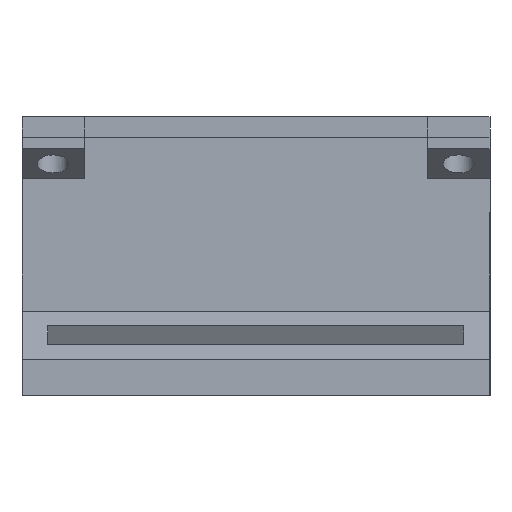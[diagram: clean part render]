
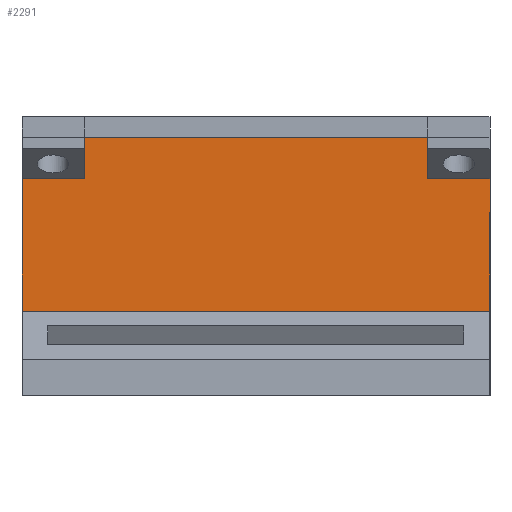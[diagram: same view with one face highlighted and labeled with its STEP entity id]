
A CAD part, front view. The second image highlights one B-rep face of the part: STEP entity #2291.
In plain terms, the highlighted planar face has unit normal (0, -1, 0).
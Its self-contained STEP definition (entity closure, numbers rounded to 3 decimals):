
#4 = LINE ( 'NONE', #1345, #2027 ) ;
#37 = ORIENTED_EDGE ( 'NONE', *, *, #2047, .F. ) ;
#59 = CARTESIAN_POINT ( 'NONE',  ( -20.5, -13., 13.166 ) ) ;
#70 = EDGE_CURVE ( 'NONE', #83, #759, #2518, .T. ) ;
#83 = VERTEX_POINT ( 'NONE', #720 ) ;
#103 = CARTESIAN_POINT ( 'NONE',  ( 18.5, -13., -3.034 ) ) ;
#134 = CARTESIAN_POINT ( 'NONE',  ( -20.5, -13., 17.166 ) ) ;
#276 = DIRECTION ( 'NONE',  ( 0., 1., 0. ) ) ;
#298 = LINE ( 'NONE', #982, #2719 ) ;
#355 = VECTOR ( 'NONE', #1596, 1000. ) ;
#402 = CARTESIAN_POINT ( 'NONE',  ( -20.5, -13., 17.166 ) ) ;
#448 = LINE ( 'NONE', #2222, #2626 ) ;
#461 = VERTEX_POINT ( 'NONE', #59 ) ;
#496 = ORIENTED_EDGE ( 'NONE', *, *, #910, .F. ) ;
#513 = CARTESIAN_POINT ( 'NONE',  ( -37.898, -13., 0.466 ) ) ;
#605 = DIRECTION ( 'NONE',  ( 0., 0., -1. ) ) ;
#658 = EDGE_LOOP ( 'NONE', ( #2661, #1877, #1668, #907, #496, #37, #1033, #696 ) ) ;
#678 = VERTEX_POINT ( 'NONE', #2205 ) ;
#696 = ORIENTED_EDGE ( 'NONE', *, *, #1863, .T. ) ;
#711 = CARTESIAN_POINT ( 'NONE',  ( 12.5, -13., 17.166 ) ) ;
#720 = CARTESIAN_POINT ( 'NONE',  ( -26.5, -13., 0.466 ) ) ;
#721 = EDGE_CURVE ( 'NONE', #83, #678, #448, .T. ) ;
#735 = DIRECTION ( 'NONE',  ( 1., 0., 0. ) ) ;
#759 = VERTEX_POINT ( 'NONE', #2427 ) ;
#767 = CARTESIAN_POINT ( 'NONE',  ( 12.5, -13., 17.166 ) ) ;
#797 = VERTEX_POINT ( 'NONE', #899 ) ;
#885 = PLANE ( 'NONE',  #2639 ) ;
#899 = CARTESIAN_POINT ( 'NONE',  ( 12.5, -13., 13.166 ) ) ;
#900 = DIRECTION ( 'NONE',  ( -1., 0., 0. ) ) ;
#907 = ORIENTED_EDGE ( 'NONE', *, *, #1261, .T. ) ;
#910 = EDGE_CURVE ( 'NONE', #1103, #797, #928, .T. ) ;
#912 = DIRECTION ( 'NONE',  ( 0., 0., 1. ) ) ;
#928 = LINE ( 'NONE', #711, #355 ) ;
#931 = LINE ( 'NONE', #2468, #1152 ) ;
#982 = CARTESIAN_POINT ( 'NONE',  ( 24.903, -13., 13.166 ) ) ;
#1033 = ORIENTED_EDGE ( 'NONE', *, *, #2090, .T. ) ;
#1071 = DIRECTION ( 'NONE',  ( 0., 0., 1. ) ) ;
#1098 = CARTESIAN_POINT ( 'NONE',  ( 18.5, -13., 13.166 ) ) ;
#1103 = VERTEX_POINT ( 'NONE', #767 ) ;
#1109 = VECTOR ( 'NONE', #605, 1000. ) ;
#1110 = FACE_OUTER_BOUND ( 'NONE', #658, .T. ) ;
#1152 = VECTOR ( 'NONE', #1197, 1000. ) ;
#1197 = DIRECTION ( 'NONE',  ( 1., 0., 0. ) ) ;
#1261 = EDGE_CURVE ( 'NONE', #1935, #797, #298, .T. ) ;
#1263 = LINE ( 'NONE', #103, #1339 ) ;
#1339 = VECTOR ( 'NONE', #1479, 1000. ) ;
#1345 = CARTESIAN_POINT ( 'NONE',  ( 24.903, -13., 13.166 ) ) ;
#1407 = VERTEX_POINT ( 'NONE', #402 ) ;
#1473 = VECTOR ( 'NONE', #735, 1000. ) ;
#1479 = DIRECTION ( 'NONE',  ( 0., 0., 1. ) ) ;
#1596 = DIRECTION ( 'NONE',  ( 0., 0., -1. ) ) ;
#1668 = ORIENTED_EDGE ( 'NONE', *, *, #1724, .T. ) ;
#1724 = EDGE_CURVE ( 'NONE', #759, #1935, #1263, .T. ) ;
#1863 = EDGE_CURVE ( 'NONE', #461, #678, #4, .T. ) ;
#1877 = ORIENTED_EDGE ( 'NONE', *, *, #70, .T. ) ;
#1880 = LINE ( 'NONE', #134, #1109 ) ;
#1935 = VERTEX_POINT ( 'NONE', #1098 ) ;
#2027 = VECTOR ( 'NONE', #900, 1000. ) ;
#2047 = EDGE_CURVE ( 'NONE', #1407, #1103, #931, .T. ) ;
#2090 = EDGE_CURVE ( 'NONE', #1407, #461, #1880, .T. ) ;
#2205 = CARTESIAN_POINT ( 'NONE',  ( -26.5, -13., 13.166 ) ) ;
#2222 = CARTESIAN_POINT ( 'NONE',  ( -26.5, -13., -3.034 ) ) ;
#2291 = ADVANCED_FACE ( 'NONE', ( #1110 ), #885, .F. ) ;
#2300 = DIRECTION ( 'NONE',  ( -1., 0., 0. ) ) ;
#2427 = CARTESIAN_POINT ( 'NONE',  ( 18.5, -13., 0.466 ) ) ;
#2468 = CARTESIAN_POINT ( 'NONE',  ( 12.5, -13., 17.166 ) ) ;
#2518 = LINE ( 'NONE', #513, #1473 ) ;
#2626 = VECTOR ( 'NONE', #1071, 1000. ) ;
#2639 = AXIS2_PLACEMENT_3D ( 'NONE', #2670, #276, #912 ) ;
#2661 = ORIENTED_EDGE ( 'NONE', *, *, #721, .F. ) ;
#2670 = CARTESIAN_POINT ( 'NONE',  ( 0., -13., -3.034 ) ) ;
#2719 = VECTOR ( 'NONE', #2300, 1000. ) ;
